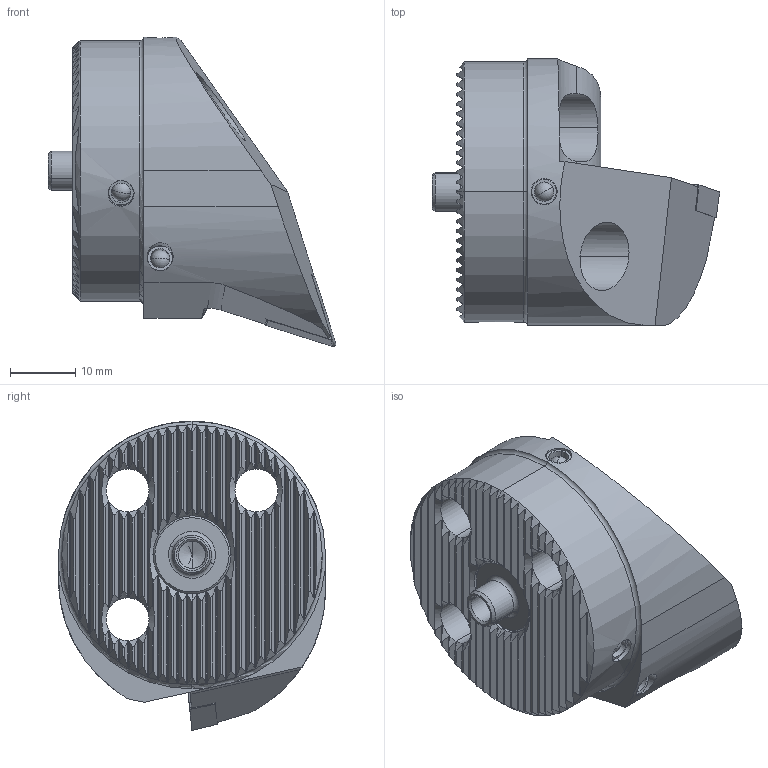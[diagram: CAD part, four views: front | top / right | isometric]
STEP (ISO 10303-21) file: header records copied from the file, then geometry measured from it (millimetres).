
FILE_DESCRIPTION (( 'STEP AP214' ), '1' );
FILE_NAME ('WK1.BDB.RQC.040.STEP', '2020-09-16T12:01:55', ( '' ), ( '' ), 'SwSTEP 2.0', 'SolidWorks 2017', '' );
FILE_SCHEMA (( 'AUTOMOTIVE_DESIGN' ));
Length unit declared in the file: millimetre
Products named in the file (7): WCB-ER2.001.009_A; WK1.BDB.RQC.040; DCMT11T304; WKX-ER1.004.005_A_PreviewCfg; WK1-BDB.RQC.040_A; KVT_MB_600_040; WK2-ER1.001.012_A_Fertigbearbeitung
Assembly tree (9 placements, depth 2):
  WK1.BDB.RQC.040
    WK1-BDB.RQC.040_A
    DCMT11T304
    WCB-ER2.001.009_A
    KVT_MB_600_040  x3
    WK2-ER1.001.012_A_Fertigbearbeitung
    WKX-ER1.004.005_A_PreviewCfg  x2
Bounding box: 44.2 x 41 x 47.5 mm (x, y, z)
Volume: 26871.3 mm3; surface area: 11552.9 mm2
Topology: 12 solids, 12 shells, 599 faces, 1586 edges, 994 vertices
Faces by surface type: plane 222, cylinder 206, cone 133, bspline 16, torus 14, sphere 8
Entity records: 18679 total; most frequent: CARTESIAN_POINT 6145, ORIENTED_EDGE 2790, DIRECTION 2217, EDGE_CURVE 1395, VERTEX_POINT 895, AXIS2_PLACEMENT_3D 849, EDGE_LOOP 544, VECTOR 519
